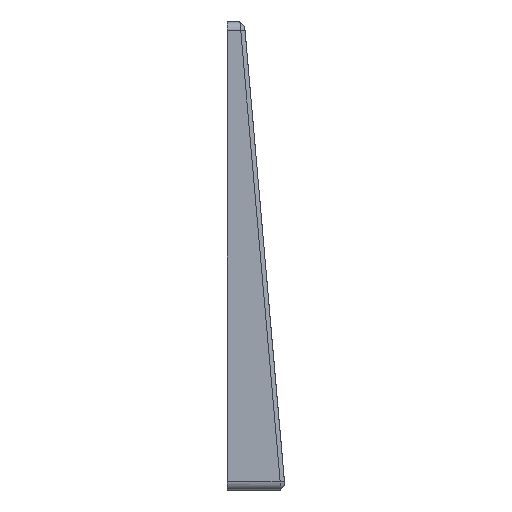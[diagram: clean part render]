
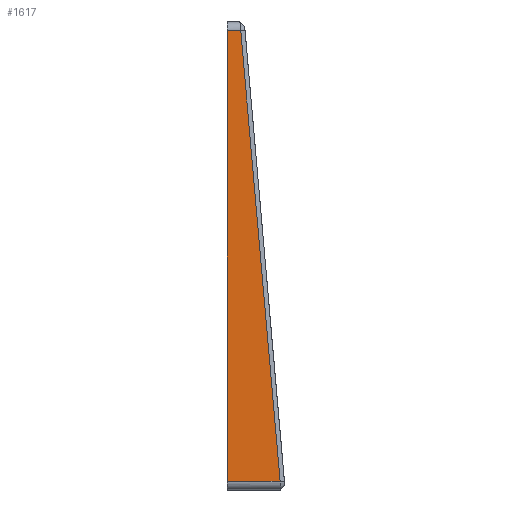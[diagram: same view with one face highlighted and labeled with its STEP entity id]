
A CAD part, left-side view. The second image highlights one B-rep face of the part: STEP entity #1617.
In plain terms, the highlighted planar face has unit normal (-1, 0, 0).
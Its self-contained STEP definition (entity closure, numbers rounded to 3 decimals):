
#93=B_SPLINE_CURVE_WITH_KNOTS('',3,(#2830,#2831,#2832,#2833),
 .UNSPECIFIED.,.F.,.F.,(4,4),(1.527,1.571),
 .UNSPECIFIED.);
#199=FACE_OUTER_BOUND('',#310,.T.);
#310=EDGE_LOOP('',(#1469,#1470,#1471,#1472,#1473));
#416=LINE('',#2618,#557);
#437=LINE('',#2813,#578);
#439=LINE('',#2857,#580);
#443=LINE('',#2865,#584);
#557=VECTOR('',#2100,10.);
#578=VECTOR('',#2153,10.);
#580=VECTOR('',#2159,10.);
#584=VECTOR('',#2171,10.);
#765=VERTEX_POINT('',#2615);
#766=VERTEX_POINT('',#2617);
#782=VERTEX_POINT('',#2781);
#783=VERTEX_POINT('',#2809);
#784=VERTEX_POINT('',#2811);
#961=EDGE_CURVE('',#765,#766,#416,.T.);
#995=EDGE_CURVE('',#784,#783,#437,.T.);
#996=EDGE_CURVE('',#782,#784,#93,.T.);
#999=EDGE_CURVE('',#783,#765,#439,.T.);
#1003=EDGE_CURVE('',#766,#782,#443,.T.);
#1469=ORIENTED_EDGE('',*,*,#996,.F.);
#1470=ORIENTED_EDGE('',*,*,#1003,.F.);
#1471=ORIENTED_EDGE('',*,*,#961,.F.);
#1472=ORIENTED_EDGE('',*,*,#999,.F.);
#1473=ORIENTED_EDGE('',*,*,#995,.F.);
#1522=PLANE('',#1780);
#1617=ADVANCED_FACE('',(#199),#1522,.T.);
#1780=AXIS2_PLACEMENT_3D('',#2902,#2220,#2221);
#2100=DIRECTION('',(0.,0.,1.));
#2153=DIRECTION('',(0.,-0.087,-0.996));
#2159=DIRECTION('',(0.,1.,0.));
#2171=DIRECTION('',(0.,-1.,0.));
#2220=DIRECTION('center_axis',(-1.,0.,0.));
#2221=DIRECTION('ref_axis',(0.,0.,-1.));
#2615=CARTESIAN_POINT('',(-9.525,-7.,-7.525));
#2617=CARTESIAN_POINT('',(-9.525,-7.,98.013));
#2618=CARTESIAN_POINT('',(-9.525,-7.,-9.525));
#2781=CARTESIAN_POINT('',(-9.525,-10.171,98.012));
#2809=CARTESIAN_POINT('',(-9.525,-19.404,-7.525));
#2811=CARTESIAN_POINT('',(-9.525,-10.179,97.925));
#2813=CARTESIAN_POINT('',(-9.525,-11.989,77.239));
#2830=CARTESIAN_POINT('Ctrl Pts',(-9.525,-10.171,98.012));
#2831=CARTESIAN_POINT('Ctrl Pts',(-9.525,-10.174,97.983));
#2832=CARTESIAN_POINT('Ctrl Pts',(-9.525,-10.176,97.954));
#2833=CARTESIAN_POINT('Ctrl Pts',(-9.525,-10.179,97.925));
#2857=CARTESIAN_POINT('',(-9.525,-7.,-7.525));
#2865=CARTESIAN_POINT('',(-9.525,-7.,98.013));
#2902=CARTESIAN_POINT('Origin',(-9.525,-7.,100.013));
